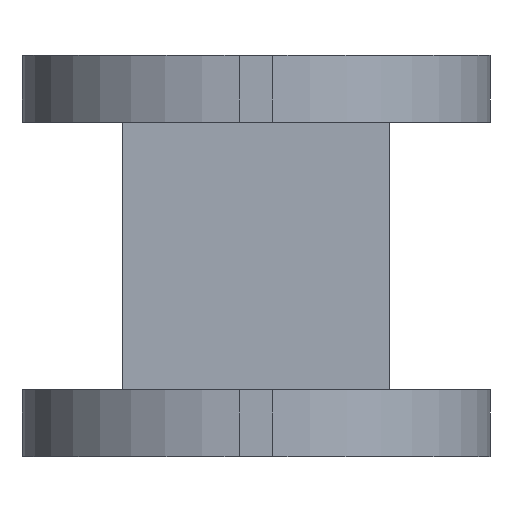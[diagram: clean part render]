
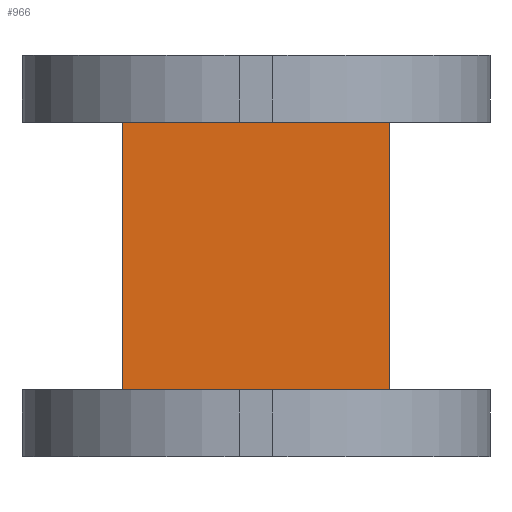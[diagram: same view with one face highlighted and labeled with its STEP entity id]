
A CAD part, front view. The second image highlights one B-rep face of the part: STEP entity #966.
In plain terms, the highlighted planar face has unit normal (0, -1, 0).
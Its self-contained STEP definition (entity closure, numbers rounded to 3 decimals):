
#1 = AXIS2_PLACEMENT_3D ( 'NONE', #374, #1161, #1063 ) ;
#27 = ORIENTED_EDGE ( 'NONE', *, *, #86, .F. ) ;
#32 = VECTOR ( 'NONE', #512, 1000. ) ;
#71 = LINE ( 'NONE', #217, #983 ) ;
#86 = EDGE_CURVE ( 'NONE', #858, #918, #71, .T. ) ;
#118 = EDGE_CURVE ( 'NONE', #905, #858, #853, .T. ) ;
#206 = DIRECTION ( 'NONE',  ( -1., 0., 0. ) ) ;
#211 = DIRECTION ( 'NONE',  ( 1., 0., 0. ) ) ;
#217 = CARTESIAN_POINT ( 'NONE',  ( -25.4, 0., 25.4 ) ) ;
#258 = CARTESIAN_POINT ( 'NONE',  ( -25.4, 0., 25.4 ) ) ;
#282 = LINE ( 'NONE', #683, #890 ) ;
#366 = EDGE_CURVE ( 'NONE', #778, #905, #282, .T. ) ;
#368 = PLANE ( 'NONE',  #1 ) ;
#374 = CARTESIAN_POINT ( 'NONE',  ( 0., 0., 0. ) ) ;
#406 = CARTESIAN_POINT ( 'NONE',  ( -25.4, 0., 25.4 ) ) ;
#409 = FACE_OUTER_BOUND ( 'NONE', #614, .T. ) ;
#432 = CARTESIAN_POINT ( 'NONE',  ( 25.4, 0., 25.4 ) ) ;
#512 = DIRECTION ( 'NONE',  ( 0., 0., 1. ) ) ;
#614 = EDGE_LOOP ( 'NONE', ( #773, #27, #934, #868 ) ) ;
#622 = EDGE_CURVE ( 'NONE', #918, #778, #675, .T. ) ;
#633 = CARTESIAN_POINT ( 'NONE',  ( 25.4, 0., 25.4 ) ) ;
#675 = LINE ( 'NONE', #432, #872 ) ;
#683 = CARTESIAN_POINT ( 'NONE',  ( -25.4, 0., -25.4 ) ) ;
#773 = ORIENTED_EDGE ( 'NONE', *, *, #622, .F. ) ;
#778 = VERTEX_POINT ( 'NONE', #1078 ) ;
#853 = LINE ( 'NONE', #406, #32 ) ;
#858 = VERTEX_POINT ( 'NONE', #258 ) ;
#868 = ORIENTED_EDGE ( 'NONE', *, *, #366, .F. ) ;
#872 = VECTOR ( 'NONE', #1121, 1000. ) ;
#890 = VECTOR ( 'NONE', #206, 1000. ) ;
#905 = VERTEX_POINT ( 'NONE', #1122 ) ;
#918 = VERTEX_POINT ( 'NONE', #633 ) ;
#934 = ORIENTED_EDGE ( 'NONE', *, *, #118, .F. ) ;
#966 = ADVANCED_FACE ( 'NONE', ( #409 ), #368, .T. ) ;
#983 = VECTOR ( 'NONE', #211, 1000. ) ;
#1063 = DIRECTION ( 'NONE',  ( 0., 0., -1. ) ) ;
#1078 = CARTESIAN_POINT ( 'NONE',  ( 25.4, 0., -25.4 ) ) ;
#1121 = DIRECTION ( 'NONE',  ( 0., 0., -1. ) ) ;
#1122 = CARTESIAN_POINT ( 'NONE',  ( -25.4, 0., -25.4 ) ) ;
#1161 = DIRECTION ( 'NONE',  ( 0., -1., 0. ) ) ;
